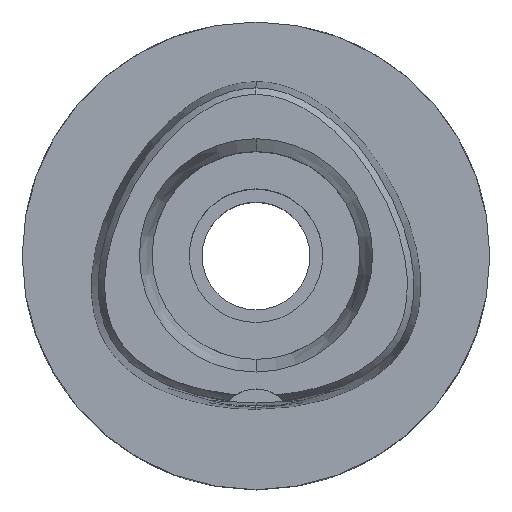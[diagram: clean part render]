
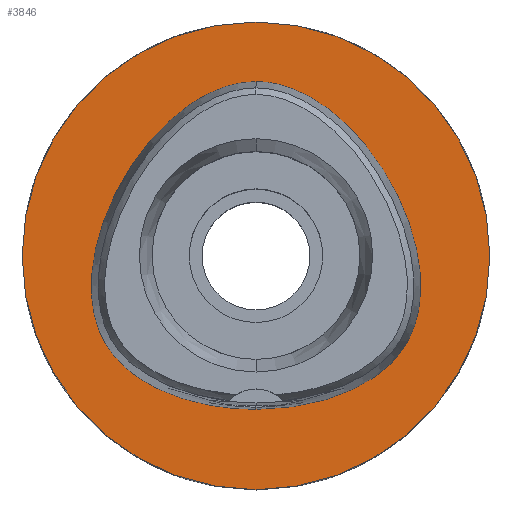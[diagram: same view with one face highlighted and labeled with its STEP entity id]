
A CAD part, top view. The second image highlights one B-rep face of the part: STEP entity #3846.
In plain terms, the highlighted planar face has unit normal (0, 0, 1).
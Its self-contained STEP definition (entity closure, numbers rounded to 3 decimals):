
#284=CARTESIAN_POINT('',(0.,0.,0.));
#285=DIRECTION('',(0.,0.,-1.));
#286=DIRECTION('',(0.,-1.,0.));
#287=AXIS2_PLACEMENT_3D('',#284,#285,#286);
#292=CARTESIAN_POINT('',(0.,0.,0.));
#293=DIRECTION('',(0.,0.,-1.));
#294=DIRECTION('',(0.,1.,0.));
#295=AXIS2_PLACEMENT_3D('',#292,#293,#294);
#300=CARTESIAN_POINT('',(0.,-20.675,0.));
#301=CARTESIAN_POINT('',(0.942,-20.675,0.));
#302=CARTESIAN_POINT('',(2.793,-20.601,
0.));
#303=CARTESIAN_POINT('',(5.508,-20.278,0.));
#304=CARTESIAN_POINT('',(8.042,-19.765,0.));
#305=CARTESIAN_POINT('',(10.347,-19.099,0.));
#306=CARTESIAN_POINT('',(12.397,-18.315,0.));
#307=CARTESIAN_POINT('',(14.187,-17.444,0.));
#308=CARTESIAN_POINT('',(15.732,-16.514,0.));
#309=CARTESIAN_POINT('',(17.053,-15.542,0.));
#310=CARTESIAN_POINT('',(18.174,-14.539,0.));
#311=CARTESIAN_POINT('',(19.119,-13.51,0.));
#312=CARTESIAN_POINT('',(19.901,-12.465,0.));
#313=CARTESIAN_POINT('',(20.553,-11.381,0.));
#314=CARTESIAN_POINT('',(21.099,-10.214,0.));
#315=CARTESIAN_POINT('',(21.551,-8.926,0.));
#316=CARTESIAN_POINT('',(21.897,-7.503,0.));
#317=CARTESIAN_POINT('',(22.123,-5.926,0.));
#318=CARTESIAN_POINT('',(22.208,-4.181,0.));
#319=CARTESIAN_POINT('',(22.127,-2.256,0.));
#320=CARTESIAN_POINT('',(21.852,-0.147,0.));
#321=CARTESIAN_POINT('',(21.355,2.133,0.));
#322=CARTESIAN_POINT('',(20.614,4.55,0.));
#323=CARTESIAN_POINT('',(19.621,7.05,0.));
#324=CARTESIAN_POINT('',(18.389,9.549,0.));
#325=CARTESIAN_POINT('',(16.951,11.963,0.));
#326=CARTESIAN_POINT('',(15.355,14.217,0.));
#327=CARTESIAN_POINT('',(13.661,16.242,0.));
#328=CARTESIAN_POINT('',(11.932,17.997,0.));
#329=CARTESIAN_POINT('',(10.215,19.471,0.));
#330=CARTESIAN_POINT('',(8.546,20.671,0.));
#331=CARTESIAN_POINT('',(6.944,21.621,0.));
#332=CARTESIAN_POINT('',(5.416,22.346,0.));
#333=CARTESIAN_POINT('',(3.964,22.874,0.));
#334=CARTESIAN_POINT('',(2.581,23.23,0.));
#335=CARTESIAN_POINT('',(1.262,23.432,
0.));
#336=CARTESIAN_POINT('',(0.415,23.475,
0.));
#337=CARTESIAN_POINT('',(0.,23.475,
0.));
#342=CARTESIAN_POINT('',(0.,23.475,
0.));
#343=CARTESIAN_POINT('',(-0.415,23.475,
0.));
#344=CARTESIAN_POINT('',(-1.262,23.432,
0.));
#345=CARTESIAN_POINT('',(-2.581,23.23,0.));
#346=CARTESIAN_POINT('',(-3.964,22.874,0.));
#347=CARTESIAN_POINT('',(-5.417,22.346,0.));
#348=CARTESIAN_POINT('',(-6.945,21.62,0.));
#349=CARTESIAN_POINT('',(-8.548,20.67,0.));
#350=CARTESIAN_POINT('',(-10.217,19.469,0.));
#351=CARTESIAN_POINT('',(-11.934,17.995,0.));
#352=CARTESIAN_POINT('',(-13.664,16.239,0.));
#353=CARTESIAN_POINT('',(-15.357,14.213,0.));
#354=CARTESIAN_POINT('',(-16.954,11.96,0.));
#355=CARTESIAN_POINT('',(-18.391,9.545,0.));
#356=CARTESIAN_POINT('',(-19.623,7.045,0.));
#357=CARTESIAN_POINT('',(-20.616,4.547,0.));
#358=CARTESIAN_POINT('',(-21.356,2.129,0.));
#359=CARTESIAN_POINT('',(-21.853,-0.15,0.));
#360=CARTESIAN_POINT('',(-22.127,-2.258,0.));
#361=CARTESIAN_POINT('',(-22.208,-4.183,0.));
#362=CARTESIAN_POINT('',(-22.122,-5.928,0.));
#363=CARTESIAN_POINT('',(-21.897,-7.504,0.));
#364=CARTESIAN_POINT('',(-21.551,-8.927,0.));
#365=CARTESIAN_POINT('',(-21.098,-10.216,0.));
#366=CARTESIAN_POINT('',(-20.553,-11.381,0.));
#367=CARTESIAN_POINT('',(-19.903,-12.462,0.));
#368=CARTESIAN_POINT('',(-19.122,-13.506,0.));
#369=CARTESIAN_POINT('',(-18.177,-14.536,0.));
#370=CARTESIAN_POINT('',(-17.057,-15.539,0.));
#371=CARTESIAN_POINT('',(-15.736,-16.511,0.));
#372=CARTESIAN_POINT('',(-14.191,-17.442,0.));
#373=CARTESIAN_POINT('',(-12.4,-18.313,0.));
#374=CARTESIAN_POINT('',(-10.351,-19.098,0.));
#375=CARTESIAN_POINT('',(-8.044,-19.765,0.));
#376=CARTESIAN_POINT('',(-5.51,-20.277,0.));
#377=CARTESIAN_POINT('',(-2.794,-20.601,
0.));
#378=CARTESIAN_POINT('',(-0.943,-20.675,0.));
#379=CARTESIAN_POINT('',(0.,-20.675,0.));
#2828=VERTEX_POINT('',#342);
#2829=VERTEX_POINT('',#379);
#2834=CARTESIAN_POINT('',(0.,-31.5,0.));
#2835=CARTESIAN_POINT('',(0.,31.5,0.));
#2836=VERTEX_POINT('',#2834);
#2837=VERTEX_POINT('',#2835);
#3830=CARTESIAN_POINT('',(0.,0.,0.));
#3831=DIRECTION('',(0.,0.,-1.));
#3832=DIRECTION('',(0.,-1.,0.));
#3833=AXIS2_PLACEMENT_3D('',#3830,#3831,#3832);
#3834=PLANE('',#3833);
#3836=ORIENTED_EDGE('',*,*,#3835,.T.);
#3838=ORIENTED_EDGE('',*,*,#3837,.T.);
#3839=EDGE_LOOP('',(#3836,#3838));
#3840=FACE_OUTER_BOUND('',#3839,.F.);
#3842=ORIENTED_EDGE('',*,*,#3841,.T.);
#3843=ORIENTED_EDGE('',*,*,#3813,.T.);
#3844=EDGE_LOOP('',(#3842,#3843));
#3845=FACE_BOUND('',#3844,.F.);
#288=CIRCLE('',#287,31.5);
#296=CIRCLE('',#295,31.5);
#338=B_SPLINE_CURVE_WITH_KNOTS('',3,(#300,#301,#302,#303,#304,#305,#306,#307,
#308,#309,#310,#311,#312,#313,#314,#315,#316,#317,#318,#319,#320,#321,#322,#323,
#324,#325,#326,#327,#328,#329,#330,#331,#332,#333,#334,#335,#336,#337),
.UNSPECIFIED.,.F.,.F.,(4,1,1,1,1,1,1,1,1,1,1,1,1,1,1,1,1,1,1,1,1,1,1,1,1,1,1,1,
1,1,1,1,1,1,1,4),(0.,0.029,0.057,0.086,
0.114,0.143,0.171,0.2,0.229,
0.257,0.286,0.314,0.343,
0.371,0.4,0.429,0.457,0.486,
0.514,0.543,0.571,0.6,0.629,
0.657,0.686,0.714,0.743,
0.771,0.8,0.829,0.857,0.886,
0.914,0.943,0.971,1.),.UNSPECIFIED.);
#380=B_SPLINE_CURVE_WITH_KNOTS('',3,(#342,#343,#344,#345,#346,#347,#348,#349,
#350,#351,#352,#353,#354,#355,#356,#357,#358,#359,#360,#361,#362,#363,#364,#365,
#366,#367,#368,#369,#370,#371,#372,#373,#374,#375,#376,#377,#378,#379),
.UNSPECIFIED.,.F.,.F.,(4,1,1,1,1,1,1,1,1,1,1,1,1,1,1,1,1,1,1,1,1,1,1,1,1,1,1,1,
1,1,1,1,1,1,1,4),(0.,0.029,0.057,0.086,
0.114,0.143,0.171,0.2,0.229,
0.257,0.286,0.314,0.343,
0.371,0.4,0.429,0.457,0.486,
0.514,0.543,0.571,0.6,0.629,
0.657,0.686,0.714,0.743,
0.771,0.8,0.829,0.857,0.886,
0.914,0.943,0.971,1.),.UNSPECIFIED.);
#3813=EDGE_CURVE('',#2828,#2829,#380,.T.);
#3835=EDGE_CURVE('',#2836,#2837,#288,.T.);
#3837=EDGE_CURVE('',#2837,#2836,#296,.T.);
#3841=EDGE_CURVE('',#2829,#2828,#338,.T.);
#3846=ADVANCED_FACE('',(#3840,#3845),#3834,.F.);
